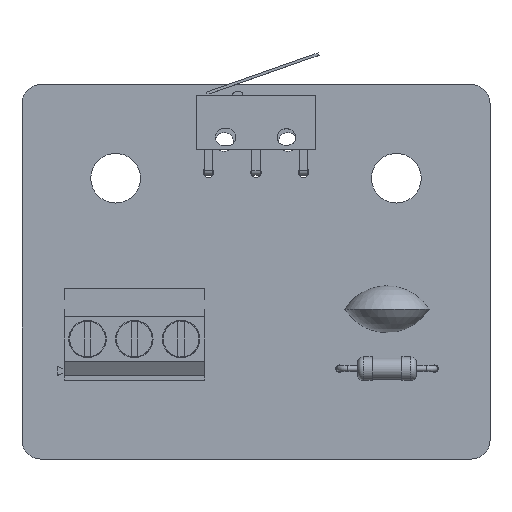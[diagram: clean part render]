
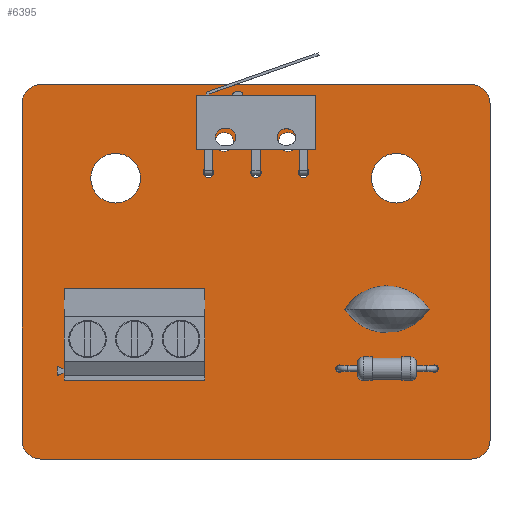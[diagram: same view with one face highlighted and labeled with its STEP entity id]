
A CAD part, top view. The second image highlights one B-rep face of the part: STEP entity #6395.
In plain terms, the highlighted planar face has unit normal (0, 0, 1).
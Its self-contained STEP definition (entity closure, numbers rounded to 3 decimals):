
#6092 = VERTEX_POINT('',#6093);
#6093 = CARTESIAN_POINT('',(175.5,-80.,1.6));
#6099 = EDGE_CURVE('',#6092,#6100,#6102,.T.);
#6100 = VERTEX_POINT('',#6101);
#6101 = CARTESIAN_POINT('',(177.5,-82.,1.6));
#6102 = CIRCLE('',#6103,2.);
#6103 = AXIS2_PLACEMENT_3D('',#6104,#6105,#6106);
#6104 = CARTESIAN_POINT('',(175.5,-82.,1.6));
#6105 = DIRECTION('',(0.,0.,-1.));
#6106 = DIRECTION('',(0.,1.,0.));
#6134 = VERTEX_POINT('',#6135);
#6135 = CARTESIAN_POINT('',(129.5,-80.,1.6));
#6141 = EDGE_CURVE('',#6134,#6092,#6142,.T.);
#6142 = LINE('',#6143,#6144);
#6143 = CARTESIAN_POINT('',(129.5,-80.,1.6));
#6144 = VECTOR('',#6145,1.);
#6145 = DIRECTION('',(1.,0.,0.));
#6163 = EDGE_CURVE('',#6100,#6164,#6166,.T.);
#6164 = VERTEX_POINT('',#6165);
#6165 = CARTESIAN_POINT('',(177.5,-118.,1.6));
#6166 = LINE('',#6167,#6168);
#6167 = CARTESIAN_POINT('',(177.5,-82.,1.6));
#6168 = VECTOR('',#6169,1.);
#6169 = DIRECTION('',(0.,-1.,0.));
#6395 = ADVANCED_FACE('',(#6396,#6442,#6453,#6464,#6475,#6486,#6497,
    #6508,#6519,#6530,#6541,#6552,#6563,#6574,#6585),#6596,.T.);
#6396 = FACE_BOUND('',#6397,.T.);
#6397 = EDGE_LOOP('',(#6398,#6399,#6400,#6409,#6417,#6426,#6434,#6441));
#6398 = ORIENTED_EDGE('',*,*,#6099,.F.);
#6399 = ORIENTED_EDGE('',*,*,#6141,.F.);
#6400 = ORIENTED_EDGE('',*,*,#6401,.F.);
#6401 = EDGE_CURVE('',#6402,#6134,#6404,.T.);
#6402 = VERTEX_POINT('',#6403);
#6403 = CARTESIAN_POINT('',(127.5,-82.,1.6));
#6404 = CIRCLE('',#6405,2.);
#6405 = AXIS2_PLACEMENT_3D('',#6406,#6407,#6408);
#6406 = CARTESIAN_POINT('',(129.5,-82.,1.6));
#6407 = DIRECTION('',(0.,0.,-1.));
#6408 = DIRECTION('',(-1.,0.,-0.));
#6409 = ORIENTED_EDGE('',*,*,#6410,.F.);
#6410 = EDGE_CURVE('',#6411,#6402,#6413,.T.);
#6411 = VERTEX_POINT('',#6412);
#6412 = CARTESIAN_POINT('',(127.5,-118.,1.6));
#6413 = LINE('',#6414,#6415);
#6414 = CARTESIAN_POINT('',(127.5,-118.,1.6));
#6415 = VECTOR('',#6416,1.);
#6416 = DIRECTION('',(0.,1.,0.));
#6417 = ORIENTED_EDGE('',*,*,#6418,.F.);
#6418 = EDGE_CURVE('',#6419,#6411,#6421,.T.);
#6419 = VERTEX_POINT('',#6420);
#6420 = CARTESIAN_POINT('',(129.5,-120.,1.6));
#6421 = CIRCLE('',#6422,2.);
#6422 = AXIS2_PLACEMENT_3D('',#6423,#6424,#6425);
#6423 = CARTESIAN_POINT('',(129.5,-118.,1.6));
#6424 = DIRECTION('',(0.,0.,-1.));
#6425 = DIRECTION('',(0.,-1.,0.));
#6426 = ORIENTED_EDGE('',*,*,#6427,.F.);
#6427 = EDGE_CURVE('',#6428,#6419,#6430,.T.);
#6428 = VERTEX_POINT('',#6429);
#6429 = CARTESIAN_POINT('',(175.5,-120.,1.6));
#6430 = LINE('',#6431,#6432);
#6431 = CARTESIAN_POINT('',(175.5,-120.,1.6));
#6432 = VECTOR('',#6433,1.);
#6433 = DIRECTION('',(-1.,0.,0.));
#6434 = ORIENTED_EDGE('',*,*,#6435,.F.);
#6435 = EDGE_CURVE('',#6164,#6428,#6436,.T.);
#6436 = CIRCLE('',#6437,2.);
#6437 = AXIS2_PLACEMENT_3D('',#6438,#6439,#6440);
#6438 = CARTESIAN_POINT('',(175.5,-118.,1.6));
#6439 = DIRECTION('',(0.,0.,-1.));
#6440 = DIRECTION('',(1.,0.,0.));
#6441 = ORIENTED_EDGE('',*,*,#6163,.F.);
#6442 = FACE_BOUND('',#6443,.T.);
#6443 = EDGE_LOOP('',(#6444));
#6444 = ORIENTED_EDGE('',*,*,#6445,.T.);
#6445 = EDGE_CURVE('',#6446,#6446,#6448,.T.);
#6446 = VERTEX_POINT('',#6447);
#6447 = CARTESIAN_POINT('',(134.5,-107.65,1.6));
#6448 = CIRCLE('',#6449,0.65);
#6449 = AXIS2_PLACEMENT_3D('',#6450,#6451,#6452);
#6450 = CARTESIAN_POINT('',(134.5,-107.,1.6));
#6451 = DIRECTION('',(-0.,0.,-1.));
#6452 = DIRECTION('',(-0.,-1.,0.));
#6453 = FACE_BOUND('',#6454,.T.);
#6454 = EDGE_LOOP('',(#6455));
#6455 = ORIENTED_EDGE('',*,*,#6456,.T.);
#6456 = EDGE_CURVE('',#6457,#6457,#6459,.T.);
#6457 = VERTEX_POINT('',#6458);
#6458 = CARTESIAN_POINT('',(139.5,-107.65,1.6));
#6459 = CIRCLE('',#6460,0.65);
#6460 = AXIS2_PLACEMENT_3D('',#6461,#6462,#6463);
#6461 = CARTESIAN_POINT('',(139.5,-107.,1.6));
#6462 = DIRECTION('',(-0.,0.,-1.));
#6463 = DIRECTION('',(-0.,-1.,0.));
#6464 = FACE_BOUND('',#6465,.T.);
#6465 = EDGE_LOOP('',(#6466));
#6466 = ORIENTED_EDGE('',*,*,#6467,.T.);
#6467 = EDGE_CURVE('',#6468,#6468,#6470,.T.);
#6468 = VERTEX_POINT('',#6469);
#6469 = CARTESIAN_POINT('',(144.5,-107.65,1.6));
#6470 = CIRCLE('',#6471,0.65);
#6471 = AXIS2_PLACEMENT_3D('',#6472,#6473,#6474);
#6472 = CARTESIAN_POINT('',(144.5,-107.,1.6));
#6473 = DIRECTION('',(-0.,0.,-1.));
#6474 = DIRECTION('',(-0.,-1.,0.));
#6475 = FACE_BOUND('',#6476,.T.);
#6476 = EDGE_LOOP('',(#6477));
#6477 = ORIENTED_EDGE('',*,*,#6478,.T.);
#6478 = EDGE_CURVE('',#6479,#6479,#6481,.T.);
#6479 = VERTEX_POINT('',#6480);
#6480 = CARTESIAN_POINT('',(161.421,-110.75,1.6));
#6481 = CIRCLE('',#6482,0.4);
#6482 = AXIS2_PLACEMENT_3D('',#6483,#6484,#6485);
#6483 = CARTESIAN_POINT('',(161.421,-110.35,1.6));
#6484 = DIRECTION('',(-0.,0.,-1.));
#6485 = DIRECTION('',(-0.,-1.,0.));
#6486 = FACE_BOUND('',#6487,.T.);
#6487 = EDGE_LOOP('',(#6488));
#6488 = ORIENTED_EDGE('',*,*,#6489,.T.);
#6489 = EDGE_CURVE('',#6490,#6490,#6492,.T.);
#6490 = VERTEX_POINT('',#6491);
#6491 = CARTESIAN_POINT('',(171.581,-110.75,1.6));
#6492 = CIRCLE('',#6493,0.4);
#6493 = AXIS2_PLACEMENT_3D('',#6494,#6495,#6496);
#6494 = CARTESIAN_POINT('',(171.581,-110.35,1.6));
#6495 = DIRECTION('',(-0.,0.,-1.));
#6496 = DIRECTION('',(0.,-1.,0.));
#6497 = FACE_BOUND('',#6498,.T.);
#6498 = EDGE_LOOP('',(#6499));
#6499 = ORIENTED_EDGE('',*,*,#6500,.T.);
#6500 = EDGE_CURVE('',#6501,#6501,#6503,.T.);
#6501 = VERTEX_POINT('',#6502);
#6502 = CARTESIAN_POINT('',(164.,-104.5,1.6));
#6503 = CIRCLE('',#6504,0.5);
#6504 = AXIS2_PLACEMENT_3D('',#6505,#6506,#6507);
#6505 = CARTESIAN_POINT('',(164.,-104.,1.6));
#6506 = DIRECTION('',(-0.,0.,-1.));
#6507 = DIRECTION('',(-0.,-1.,0.));
#6508 = FACE_BOUND('',#6509,.T.);
#6509 = EDGE_LOOP('',(#6510));
#6510 = ORIENTED_EDGE('',*,*,#6511,.T.);
#6511 = EDGE_CURVE('',#6512,#6512,#6514,.T.);
#6512 = VERTEX_POINT('',#6513);
#6513 = CARTESIAN_POINT('',(169.,-104.5,1.6));
#6514 = CIRCLE('',#6515,0.5);
#6515 = AXIS2_PLACEMENT_3D('',#6516,#6517,#6518);
#6516 = CARTESIAN_POINT('',(169.,-104.,1.6));
#6517 = DIRECTION('',(-0.,0.,-1.));
#6518 = DIRECTION('',(-0.,-1.,0.));
#6519 = FACE_BOUND('',#6520,.T.);
#6520 = EDGE_LOOP('',(#6521));
#6521 = ORIENTED_EDGE('',*,*,#6522,.T.);
#6522 = EDGE_CURVE('',#6523,#6523,#6525,.T.);
#6523 = VERTEX_POINT('',#6524);
#6524 = CARTESIAN_POINT('',(137.5,-92.65,1.6));
#6525 = CIRCLE('',#6526,2.65);
#6526 = AXIS2_PLACEMENT_3D('',#6527,#6528,#6529);
#6527 = CARTESIAN_POINT('',(137.5,-90.,1.6));
#6528 = DIRECTION('',(-0.,0.,-1.));
#6529 = DIRECTION('',(-0.,-1.,0.));
#6530 = FACE_BOUND('',#6531,.T.);
#6531 = EDGE_LOOP('',(#6532));
#6532 = ORIENTED_EDGE('',*,*,#6533,.T.);
#6533 = EDGE_CURVE('',#6534,#6534,#6536,.T.);
#6534 = VERTEX_POINT('',#6535);
#6535 = CARTESIAN_POINT('',(147.42,-89.92,1.6));
#6536 = CIRCLE('',#6537,0.55);
#6537 = AXIS2_PLACEMENT_3D('',#6538,#6539,#6540);
#6538 = CARTESIAN_POINT('',(147.42,-89.37,1.6));
#6539 = DIRECTION('',(-0.,0.,-1.));
#6540 = DIRECTION('',(0.,-1.,0.));
#6541 = FACE_BOUND('',#6542,.T.);
#6542 = EDGE_LOOP('',(#6543));
#6543 = ORIENTED_EDGE('',*,*,#6544,.T.);
#6544 = EDGE_CURVE('',#6545,#6545,#6547,.T.);
#6545 = VERTEX_POINT('',#6546);
#6546 = CARTESIAN_POINT('',(152.5,-89.92,1.6));
#6547 = CIRCLE('',#6548,0.55);
#6548 = AXIS2_PLACEMENT_3D('',#6549,#6550,#6551);
#6549 = CARTESIAN_POINT('',(152.5,-89.37,1.6));
#6550 = DIRECTION('',(-0.,0.,-1.));
#6551 = DIRECTION('',(-0.,-1.,0.));
#6552 = FACE_BOUND('',#6553,.T.);
#6553 = EDGE_LOOP('',(#6554));
#6554 = ORIENTED_EDGE('',*,*,#6555,.T.);
#6555 = EDGE_CURVE('',#6556,#6556,#6558,.T.);
#6556 = VERTEX_POINT('',#6557);
#6557 = CARTESIAN_POINT('',(149.1,-87.12,1.6));
#6558 = CIRCLE('',#6559,1.);
#6559 = AXIS2_PLACEMENT_3D('',#6560,#6561,#6562);
#6560 = CARTESIAN_POINT('',(149.1,-86.12,1.6));
#6561 = DIRECTION('',(-0.,0.,-1.));
#6562 = DIRECTION('',(-0.,-1.,0.));
#6563 = FACE_BOUND('',#6564,.T.);
#6564 = EDGE_LOOP('',(#6565));
#6565 = ORIENTED_EDGE('',*,*,#6566,.T.);
#6566 = EDGE_CURVE('',#6567,#6567,#6569,.T.);
#6567 = VERTEX_POINT('',#6568);
#6568 = CARTESIAN_POINT('',(157.58,-89.92,1.6));
#6569 = CIRCLE('',#6570,0.55);
#6570 = AXIS2_PLACEMENT_3D('',#6571,#6572,#6573);
#6571 = CARTESIAN_POINT('',(157.58,-89.37,1.6));
#6572 = DIRECTION('',(-0.,0.,-1.));
#6573 = DIRECTION('',(0.,-1.,-0.));
#6574 = FACE_BOUND('',#6575,.T.);
#6575 = EDGE_LOOP('',(#6576));
#6576 = ORIENTED_EDGE('',*,*,#6577,.T.);
#6577 = EDGE_CURVE('',#6578,#6578,#6580,.T.);
#6578 = VERTEX_POINT('',#6579);
#6579 = CARTESIAN_POINT('',(155.9,-87.12,1.6));
#6580 = CIRCLE('',#6581,1.);
#6581 = AXIS2_PLACEMENT_3D('',#6582,#6583,#6584);
#6582 = CARTESIAN_POINT('',(155.9,-86.12,1.6));
#6583 = DIRECTION('',(-0.,0.,-1.));
#6584 = DIRECTION('',(-0.,-1.,0.));
#6585 = FACE_BOUND('',#6586,.T.);
#6586 = EDGE_LOOP('',(#6587));
#6587 = ORIENTED_EDGE('',*,*,#6588,.T.);
#6588 = EDGE_CURVE('',#6589,#6589,#6591,.T.);
#6589 = VERTEX_POINT('',#6590);
#6590 = CARTESIAN_POINT('',(167.5,-92.65,1.6));
#6591 = CIRCLE('',#6592,2.65);
#6592 = AXIS2_PLACEMENT_3D('',#6593,#6594,#6595);
#6593 = CARTESIAN_POINT('',(167.5,-90.,1.6));
#6594 = DIRECTION('',(-0.,0.,-1.));
#6595 = DIRECTION('',(-0.,-1.,0.));
#6596 = PLANE('',#6597);
#6597 = AXIS2_PLACEMENT_3D('',#6598,#6599,#6600);
#6598 = CARTESIAN_POINT('',(0.,0.,1.6));
#6599 = DIRECTION('',(0.,0.,1.));
#6600 = DIRECTION('',(1.,0.,-0.));
